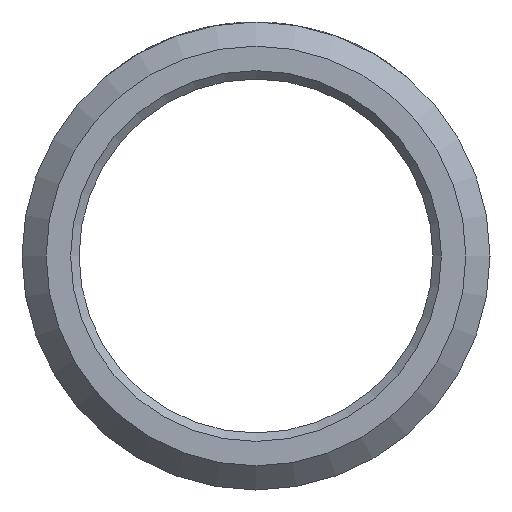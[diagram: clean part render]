
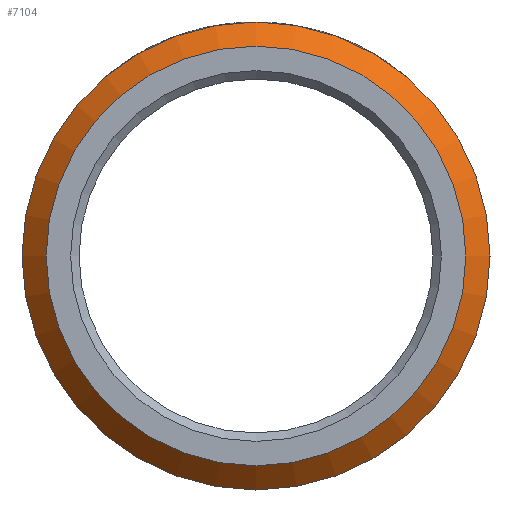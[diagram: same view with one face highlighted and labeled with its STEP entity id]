
A CAD part, left-side view. The second image highlights one B-rep face of the part: STEP entity #7104.
In plain terms, the highlighted conical face has half-angle 45 degrees and reference radius 8.33 mm.
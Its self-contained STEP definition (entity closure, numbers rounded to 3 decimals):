
#822 = AXIS2_PLACEMENT_3D ( 'NONE', #9599, #2010, #1962 ) ;
#1242 = DIRECTION ( 'NONE',  ( 1., 0., 0. ) ) ;
#1864 = AXIS2_PLACEMENT_3D ( 'NONE', #3028, #2924, #9646 ) ;
#1945 = DIRECTION ( 'NONE',  ( 0., 0., -1. ) ) ;
#1962 = DIRECTION ( 'NONE',  ( 0., 0., 1. ) ) ;
#2004 = CIRCLE ( 'NONE', #822, 7.47 ) ;
#2010 = DIRECTION ( 'NONE',  ( -1., 0., 0. ) ) ;
#2254 = VERTEX_POINT ( 'NONE', #3958 ) ;
#2682 = EDGE_CURVE ( 'NONE', #5157, #5157, #2004, .T. ) ;
#2806 = EDGE_LOOP ( 'NONE', ( #6286 ) ) ;
#2924 = DIRECTION ( 'NONE',  ( -1., 0., 0. ) ) ;
#3028 = CARTESIAN_POINT ( 'NONE',  ( 0.86, 0., 0. ) ) ;
#3958 = CARTESIAN_POINT ( 'NONE',  ( 0.86, 0., 8.33 ) ) ;
#4453 = CIRCLE ( 'NONE', #1864, 8.33 ) ;
#5157 = VERTEX_POINT ( 'NONE', #7237 ) ;
#6286 = ORIENTED_EDGE ( 'NONE', *, *, #8218, .T. ) ;
#7104 = ADVANCED_FACE ( 'NONE', ( #8057, #10632 ), #10817, .T. ) ;
#7154 = AXIS2_PLACEMENT_3D ( 'NONE', #14025, #1242, #1945 ) ;
#7237 = CARTESIAN_POINT ( 'NONE',  ( 0., 0., 7.47 ) ) ;
#7263 = ORIENTED_EDGE ( 'NONE', *, *, #2682, .F. ) ;
#8057 = FACE_BOUND ( 'NONE', #11596, .T. ) ;
#8218 = EDGE_CURVE ( 'NONE', #2254, #2254, #4453, .T. ) ;
#9599 = CARTESIAN_POINT ( 'NONE',  ( 0., 0., 0. ) ) ;
#9646 = DIRECTION ( 'NONE',  ( 0., 0., 1. ) ) ;
#10632 = FACE_OUTER_BOUND ( 'NONE', #2806, .T. ) ;
#10817 = CONICAL_SURFACE ( 'NONE', #7154, 8.33, 0.785 ) ;
#11596 = EDGE_LOOP ( 'NONE', ( #7263 ) ) ;
#14025 = CARTESIAN_POINT ( 'NONE',  ( 0.86, 0., 0. ) ) ;
